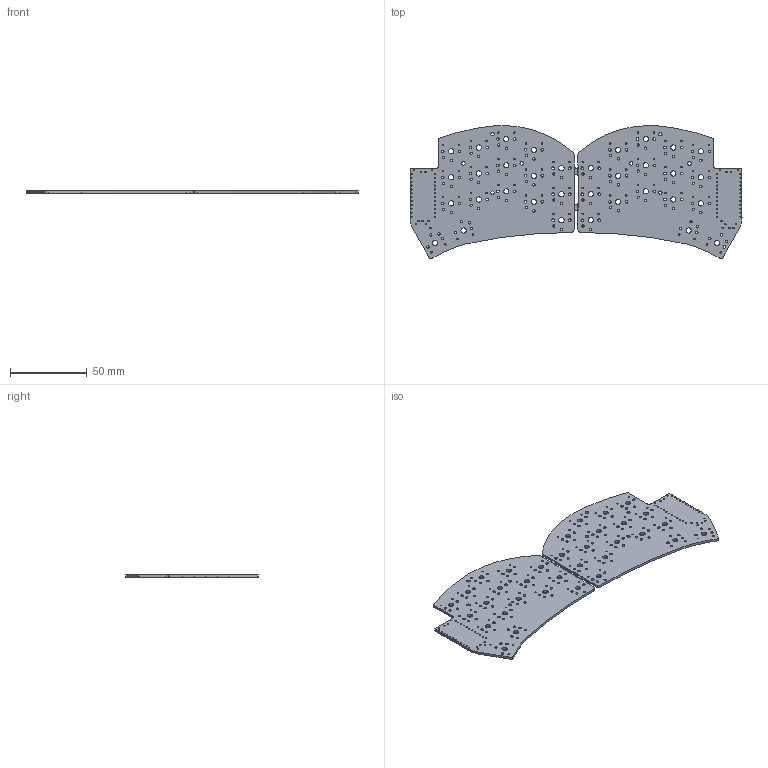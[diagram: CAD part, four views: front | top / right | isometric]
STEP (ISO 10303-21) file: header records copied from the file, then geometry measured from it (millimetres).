
FILE_DESCRIPTION(('KiCad electronic assembly'),'2;1');
FILE_NAME('sweepv2.step','2023-01-26T16:36:17',('Pcbnew'),('Kicad'), 'Open CASCADE STEP processor 7.6','KiCad to STEP converter','Unknown' );
FILE_SCHEMA(('AUTOMOTIVE_DESIGN { 1 0 10303 214 1 1 1 1 }'));
Length unit declared in the file: millimetre
Products named in the file (2): sweepv2 1; sweepv2 PCB
Assembly tree (1 placements, depth 2):
  sweepv2 1
    sweepv2 PCB
Bounding box: 216.92 x 86.86 x 1.6 mm (x, y, z)
Volume: 21613.6 mm3; surface area: 30552.6 mm2
Topology: 1 solids, 1 shells, 416 faces, 1242 edges, 828 vertices
Faces by surface type: cylinder 368, plane 48
Full cylindrical faces by diameter (mm): 0.5 x20, 0.8 x4, 0.813 x52, 0.9 x4, 0.991 x68, 1.52 x68, 1.702 x68, 2.2 x8, 3.429 x34
Entity records: 34163 total; most frequent: CARTESIAN_POINT 9388, DIRECTION 4562, ORIENTED_EDGE 2484, PCURVE 2484, DEFINITIONAL_REPRESENTATION 2484, LINE 2254, VECTOR 2254, EDGE_CURVE 1242
